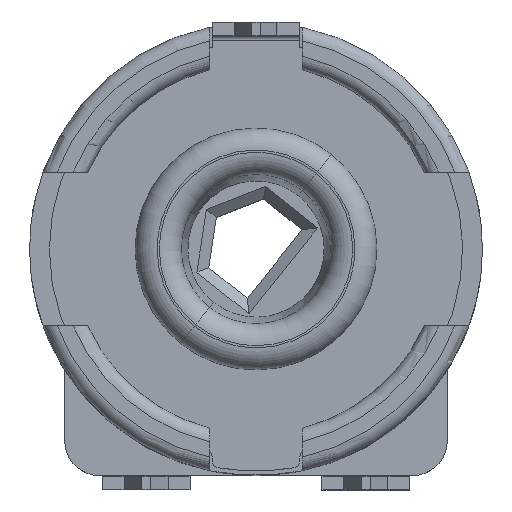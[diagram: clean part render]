
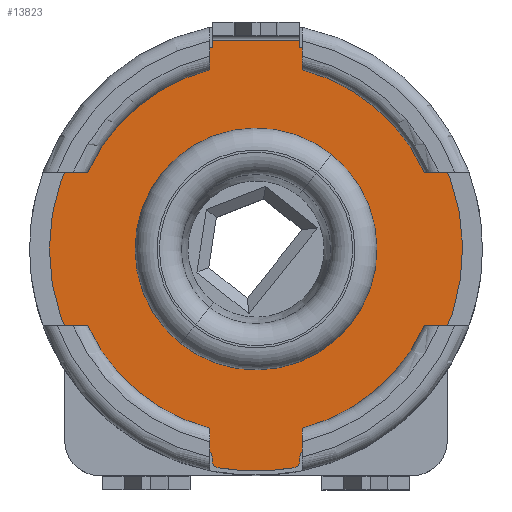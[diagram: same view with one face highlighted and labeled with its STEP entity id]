
A CAD part, top view. The second image highlights one B-rep face of the part: STEP entity #13823.
In plain terms, the highlighted planar face has unit normal (0, 0, 1).
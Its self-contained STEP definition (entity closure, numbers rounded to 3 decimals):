
#10 = DIRECTION ( 'NONE',  ( 0., 0., -1. ) ) ;
#178 = EDGE_CURVE ( 'NONE', #10939, #7146, #9456, .T. ) ;
#220 = DIRECTION ( 'NONE',  ( 1., 0., 0. ) ) ;
#383 = CARTESIAN_POINT ( 'NONE',  ( -1., 7.05, 0.3 ) ) ;
#403 = CARTESIAN_POINT ( 'NONE',  ( -1., -4.727, 0.3 ) ) ;
#412 = EDGE_CURVE ( 'NONE', #8531, #5060, #10323, .T. ) ;
#570 = CARTESIAN_POINT ( 'NONE',  ( 0., 0., 0.3 ) ) ;
#587 = CIRCLE ( 'NONE', #6442, 4.7 ) ;
#666 = DIRECTION ( 'NONE',  ( 0., 1., 0. ) ) ;
#668 = DIRECTION ( 'NONE',  ( 0., 0., -1. ) ) ;
#669 = VERTEX_POINT ( 'NONE', #8127 ) ;
#799 = VECTOR ( 'NONE', #7046, 1000. ) ;
#884 = VECTOR ( 'NONE', #4782, 1000. ) ;
#915 = CARTESIAN_POINT ( 'NONE',  ( -0.83, -4.809, 0.3 ) ) ;
#1094 = CARTESIAN_POINT ( 'NONE',  ( 0., 0., 0.3 ) ) ;
#1316 = CARTESIAN_POINT ( 'NONE',  ( -1.17, -4.727, 0.3 ) ) ;
#1417 = VECTOR ( 'NONE', #10705, 1000. ) ;
#1447 = VERTEX_POINT ( 'NONE', #7927 ) ;
#1489 = LINE ( 'NONE', #3695, #799 ) ;
#1616 = DIRECTION ( 'NONE',  ( 0., 0., 1. ) ) ;
#1668 = DIRECTION ( 'NONE',  ( 1., 0., 0. ) ) ;
#1711 = CIRCLE ( 'NONE', #7642, 4.7 ) ;
#1731 = CARTESIAN_POINT ( 'NONE',  ( 0.83, -4.809, 0.3 ) ) ;
#1835 = CARTESIAN_POINT ( 'NONE',  ( -4.7, 0., 0.3 ) ) ;
#1860 = EDGE_LOOP ( 'NONE', ( #2612, #10196 ) ) ;
#1920 = EDGE_CURVE ( 'NONE', #11619, #4642, #587, .T. ) ;
#2018 = DIRECTION ( 'NONE',  ( 1., 0., 0. ) ) ;
#2096 = ORIENTED_EDGE ( 'NONE', *, *, #7901, .T. ) ;
#2204 = CIRCLE ( 'NONE', #8427, 2.6 ) ;
#2298 = FACE_BOUND ( 'NONE', #1860, .T. ) ;
#2370 = AXIS2_PLACEMENT_3D ( 'NONE', #7291, #668, #8406 ) ;
#2475 = DIRECTION ( 'NONE',  ( -1., 0., 0. ) ) ;
#2612 = ORIENTED_EDGE ( 'NONE', *, *, #178, .F. ) ;
#2669 = ORIENTED_EDGE ( 'NONE', *, *, #8762, .T. ) ;
#2842 = DIRECTION ( 'NONE',  ( 1., 0., 0. ) ) ;
#2872 = EDGE_LOOP ( 'NONE', ( #7673, #13430, #7261, #12437, #11097, #9543, #4022, #2096, #10849, #6650, #2669, #10557, #10056 ) ) ;
#2979 = CARTESIAN_POINT ( 'NONE',  ( 1.129, -4.562, 0.3 ) ) ;
#3138 = VERTEX_POINT ( 'NONE', #10348 ) ;
#3152 = EDGE_CURVE ( 'NONE', #11656, #14194, #11937, .T. ) ;
#3257 = EDGE_CURVE ( 'NONE', #8206, #669, #5381, .T. ) ;
#3695 = CARTESIAN_POINT ( 'NONE',  ( 1., 7.05, 0.3 ) ) ;
#3792 = VECTOR ( 'NONE', #666, 1000. ) ;
#4006 = CARTESIAN_POINT ( 'NONE',  ( 1., 4.592, 0.3 ) ) ;
#4022 = ORIENTED_EDGE ( 'NONE', *, *, #11704, .T. ) ;
#4250 = VERTEX_POINT ( 'NONE', #10089 ) ;
#4346 = LINE ( 'NONE', #13937, #1417 ) ;
#4371 = CARTESIAN_POINT ( 'NONE',  ( -1., -4.809, 0.3 ) ) ;
#4642 = VERTEX_POINT ( 'NONE', #4006 ) ;
#4757 = CARTESIAN_POINT ( 'NONE',  ( 1., -4.727, 0.3 ) ) ;
#4782 = DIRECTION ( 'NONE',  ( 0., -1., 0. ) ) ;
#4939 = EDGE_CURVE ( 'NONE', #14194, #6746, #1711, .T. ) ;
#5060 = VERTEX_POINT ( 'NONE', #403 ) ;
#5222 = DIRECTION ( 'NONE',  ( 0., 0., 1. ) ) ;
#5299 = AXIS2_PLACEMENT_3D ( 'NONE', #13213, #10, #7732 ) ;
#5381 = CIRCLE ( 'NONE', #9773, 5.05 ) ;
#5485 = DIRECTION ( 'NONE',  ( 0., -1., 0. ) ) ;
#5490 = CARTESIAN_POINT ( 'NONE',  ( 0., 0., 0.3 ) ) ;
#5739 = EDGE_CURVE ( 'NONE', #13919, #11619, #11031, .T. ) ;
#6195 = CARTESIAN_POINT ( 'NONE',  ( 1., -4.809, 0.3 ) ) ;
#6268 = CARTESIAN_POINT ( 'NONE',  ( -1., 4.592, 0.3 ) ) ;
#6339 = AXIS2_PLACEMENT_3D ( 'NONE', #570, #8306, #1668 ) ;
#6442 = AXIS2_PLACEMENT_3D ( 'NONE', #9149, #5222, #10964 ) ;
#6650 = ORIENTED_EDGE ( 'NONE', *, *, #13064, .T. ) ;
#6724 = EDGE_CURVE ( 'NONE', #1447, #11656, #4346, .T. ) ;
#6729 = LINE ( 'NONE', #6195, #3792 ) ;
#6746 = VERTEX_POINT ( 'NONE', #1835 ) ;
#6860 = LINE ( 'NONE', #4371, #9468 ) ;
#7046 = DIRECTION ( 'NONE',  ( 0., 1., 0. ) ) ;
#7146 = VERTEX_POINT ( 'NONE', #11682 ) ;
#7261 = ORIENTED_EDGE ( 'NONE', *, *, #3152, .T. ) ;
#7291 = CARTESIAN_POINT ( 'NONE',  ( 1.17, -4.727, 0.3 ) ) ;
#7642 = AXIS2_PLACEMENT_3D ( 'NONE', #1094, #7721, #8320 ) ;
#7673 = ORIENTED_EDGE ( 'NONE', *, *, #11975, .T. ) ;
#7721 = DIRECTION ( 'NONE',  ( 0., 0., 1. ) ) ;
#7732 = DIRECTION ( 'NONE',  ( -1., 0., 0. ) ) ;
#7810 = CARTESIAN_POINT ( 'NONE',  ( -1.129, -4.562, 0.3 ) ) ;
#7837 = FACE_OUTER_BOUND ( 'NONE', #2872, .T. ) ;
#7901 = EDGE_CURVE ( 'NONE', #4250, #8206, #12797, .T. ) ;
#7927 = CARTESIAN_POINT ( 'NONE',  ( 1., 4.754, 0.3 ) ) ;
#7948 = DIRECTION ( 'NONE',  ( 0., 0., -1. ) ) ;
#8127 = CARTESIAN_POINT ( 'NONE',  ( 0.859, -4.976, 0.3 ) ) ;
#8206 = VERTEX_POINT ( 'NONE', #11364 ) ;
#8245 = CARTESIAN_POINT ( 'NONE',  ( 0., 0., 0.3 ) ) ;
#8306 = DIRECTION ( 'NONE',  ( 0., 0., 1. ) ) ;
#8320 = DIRECTION ( 'NONE',  ( 1., 0., 0. ) ) ;
#8406 = DIRECTION ( 'NONE',  ( -1., 0., 0. ) ) ;
#8427 = AXIS2_PLACEMENT_3D ( 'NONE', #8245, #1616, #9358 ) ;
#8531 = VERTEX_POINT ( 'NONE', #7810 ) ;
#8590 = AXIS2_PLACEMENT_3D ( 'NONE', #915, #8656, #2018 ) ;
#8656 = DIRECTION ( 'NONE',  ( 0., 0., 1. ) ) ;
#8683 = CARTESIAN_POINT ( 'NONE',  ( -1., 4.754, 0.3 ) ) ;
#8762 = EDGE_CURVE ( 'NONE', #3138, #13919, #6729, .T. ) ;
#9149 = CARTESIAN_POINT ( 'NONE',  ( 0., 0., 0.3 ) ) ;
#9203 = CARTESIAN_POINT ( 'NONE',  ( -2.6, 0., 0.3 ) ) ;
#9249 = EDGE_CURVE ( 'NONE', #7146, #10939, #2204, .T. ) ;
#9299 = AXIS2_PLACEMENT_3D ( 'NONE', #1316, #7948, #220 ) ;
#9358 = DIRECTION ( 'NONE',  ( -1., 0., 0. ) ) ;
#9456 = CIRCLE ( 'NONE', #12514, 2.6 ) ;
#9468 = VECTOR ( 'NONE', #5485, 1000. ) ;
#9471 = DIRECTION ( 'NONE',  ( 0., 0., 1. ) ) ;
#9543 = ORIENTED_EDGE ( 'NONE', *, *, #412, .T. ) ;
#9773 = AXIS2_PLACEMENT_3D ( 'NONE', #5490, #13188, #12093 ) ;
#10056 = ORIENTED_EDGE ( 'NONE', *, *, #1920, .T. ) ;
#10089 = CARTESIAN_POINT ( 'NONE',  ( -1., -4.809, 0.3 ) ) ;
#10196 = ORIENTED_EDGE ( 'NONE', *, *, #9249, .F. ) ;
#10228 = DIRECTION ( 'NONE',  ( 0., 0., 1. ) ) ;
#10323 = CIRCLE ( 'NONE', #9299, 0.17 ) ;
#10348 = CARTESIAN_POINT ( 'NONE',  ( 1., -4.809, 0.3 ) ) ;
#10557 = ORIENTED_EDGE ( 'NONE', *, *, #5739, .T. ) ;
#10705 = DIRECTION ( 'NONE',  ( -1., 0., 0. ) ) ;
#10849 = ORIENTED_EDGE ( 'NONE', *, *, #3257, .T. ) ;
#10939 = VERTEX_POINT ( 'NONE', #9203 ) ;
#10964 = DIRECTION ( 'NONE',  ( 1., 0., 0. ) ) ;
#11031 = CIRCLE ( 'NONE', #2370, 0.17 ) ;
#11097 = ORIENTED_EDGE ( 'NONE', *, *, #13522, .T. ) ;
#11321 = CIRCLE ( 'NONE', #6339, 4.7 ) ;
#11332 = CARTESIAN_POINT ( 'NONE',  ( 0., 0., 0.3 ) ) ;
#11364 = CARTESIAN_POINT ( 'NONE',  ( -0.859, -4.976, 0.3 ) ) ;
#11619 = VERTEX_POINT ( 'NONE', #2979 ) ;
#11656 = VERTEX_POINT ( 'NONE', #8683 ) ;
#11682 = CARTESIAN_POINT ( 'NONE',  ( 2.6, 0., 0.3 ) ) ;
#11704 = EDGE_CURVE ( 'NONE', #5060, #4250, #6860, .T. ) ;
#11937 = LINE ( 'NONE', #383, #884 ) ;
#11975 = EDGE_CURVE ( 'NONE', #4642, #1447, #1489, .T. ) ;
#12093 = DIRECTION ( 'NONE',  ( -1., 0., 0. ) ) ;
#12126 = PLANE ( 'NONE',  #5299 ) ;
#12437 = ORIENTED_EDGE ( 'NONE', *, *, #4939, .T. ) ;
#12514 = AXIS2_PLACEMENT_3D ( 'NONE', #11332, #10228, #2475 ) ;
#12797 = CIRCLE ( 'NONE', #8590, 0.17 ) ;
#12862 = CIRCLE ( 'NONE', #13521, 0.17 ) ;
#13064 = EDGE_CURVE ( 'NONE', #669, #3138, #12862, .T. ) ;
#13188 = DIRECTION ( 'NONE',  ( 0., 0., 1. ) ) ;
#13213 = CARTESIAN_POINT ( 'NONE',  ( 0.33, 9.812, 0.3 ) ) ;
#13430 = ORIENTED_EDGE ( 'NONE', *, *, #6724, .T. ) ;
#13521 = AXIS2_PLACEMENT_3D ( 'NONE', #1731, #9471, #2842 ) ;
#13522 = EDGE_CURVE ( 'NONE', #6746, #8531, #11321, .T. ) ;
#13823 = ADVANCED_FACE ( 'NONE', ( #7837, #2298 ), #12126, .F. ) ;
#13919 = VERTEX_POINT ( 'NONE', #4757 ) ;
#13937 = CARTESIAN_POINT ( 'NONE',  ( 0.33, 4.754, 0.3 ) ) ;
#14194 = VERTEX_POINT ( 'NONE', #6268 ) ;
